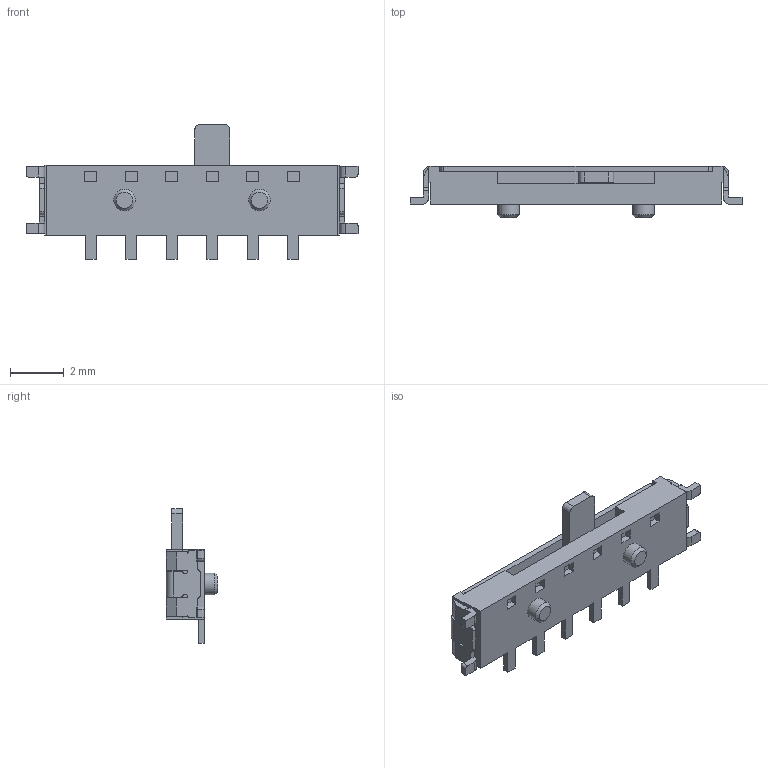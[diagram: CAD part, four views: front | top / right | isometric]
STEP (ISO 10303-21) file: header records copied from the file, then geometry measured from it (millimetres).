
FILE_DESCRIPTION(/* description */ ('STEP AP214'),/* implementation_level */ '2;1');
FILE_NAME(/* name */ 'CUS-14TB',/* time_stamp */ '2023-01-17T18:03:00+01:00',/* author */ ('License CC BY-ND 4.0'),/* organization */ ('CADENAS'),/* preprocessor_version */ 'ST-DEVELOPER v18.102',/* originating_system */ 'PARTsolutions',/* authorisation */ ' ');
FILE_SCHEMA (('AUTOMOTIVE_DESIGN {1 0 10303 214 3 1 1}'));
Length unit declared in the file: millimetre
Products named in the file (3): CUS-14TB; CUS-14-slider; CUS-14-body
Assembly tree (2 placements, depth 2):
  CUS-14TB
    CUS-14-slider
    CUS-14-body
Bounding box: 12.3 x 1.9 x 5 mm (x, y, z)
Volume: 40.7 mm3; surface area: 133.5 mm2
Topology: 2 solids, 2 shells, 208 faces, 588 edges, 384 vertices
Faces by surface type: plane 154, cylinder 52, cone 2
Full cylindrical faces by diameter (mm): 0.8 x2
Entity records: 8138 total; most frequent: CARTESIAN_POINT 1203, ORIENTED_EDGE 1168, DIRECTION 1100, EDGE_CURVE 584, LINE 474, VECTOR 474, VERTEX_POINT 384, AXIS2_PLACEMENT_3D 313
